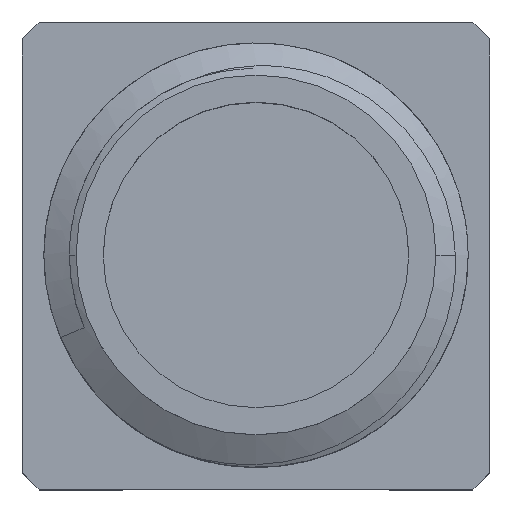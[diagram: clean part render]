
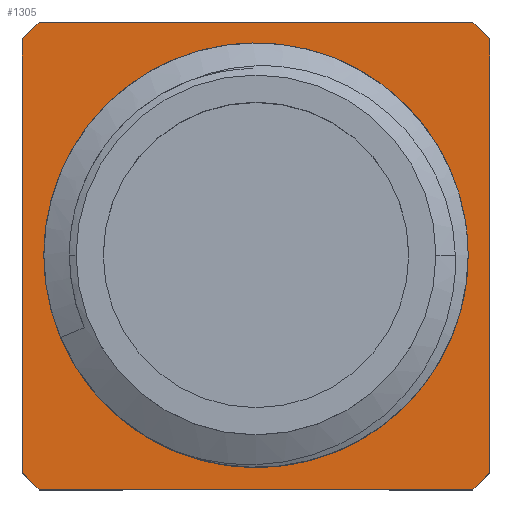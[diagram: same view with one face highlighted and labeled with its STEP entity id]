
A CAD part, top view. The second image highlights one B-rep face of the part: STEP entity #1305.
In plain terms, the highlighted planar face has unit normal (0, 0, 1).
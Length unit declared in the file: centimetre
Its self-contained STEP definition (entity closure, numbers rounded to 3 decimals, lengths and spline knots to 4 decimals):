
#28 = DIRECTION ( 'NONE',  ( 0.707, -0.707, 0. ) ) ;
#135 = VECTOR ( 'NONE', #892, 100. ) ;
#141 = PLANE ( 'NONE',  #3340 ) ;
#170 = CARTESIAN_POINT ( 'NONE',  ( -0.35, 0., -0.786 ) ) ;
#196 = VERTEX_POINT ( 'NONE', #2660 ) ;
#305 = ORIENTED_EDGE ( 'NONE', *, *, #2883, .F. ) ;
#358 = DIRECTION ( 'NONE',  ( 0., 0., 1. ) ) ;
#570 = VECTOR ( 'NONE', #4589, 100. ) ;
#578 = VECTOR ( 'NONE', #1365, 100. ) ;
#611 = LINE ( 'NONE', #2669, #578 ) ;
#773 = DIRECTION ( 'NONE',  ( -1., 0., 0. ) ) ;
#834 = LINE ( 'NONE', #4262, #4854 ) ;
#861 = ORIENTED_EDGE ( 'NONE', *, *, #3960, .F. ) ;
#887 = VERTEX_POINT ( 'NONE', #4709 ) ;
#892 = DIRECTION ( 'NONE',  ( -1., 0., 0. ) ) ;
#949 = LINE ( 'NONE', #4772, #135 ) ;
#1008 = EDGE_CURVE ( 'NONE', #2287, #2277, #2283, .T. ) ;
#1009 = LINE ( 'NONE', #3906, #3059 ) ;
#1039 = DIRECTION ( 'NONE',  ( -1., 0., 0. ) ) ;
#1052 = ORIENTED_EDGE ( 'NONE', *, *, #5238, .T. ) ;
#1054 = CARTESIAN_POINT ( 'NONE',  ( -0.35, 0.3246, -0.786 ) ) ;
#1078 = CARTESIAN_POINT ( 'NONE',  ( 0., 0.35, -0.786 ) ) ;
#1163 = ORIENTED_EDGE ( 'NONE', *, *, #4437, .T. ) ;
#1305 = ADVANCED_FACE ( 'NONE', ( #4370, #2252 ), #141, .F. ) ;
#1333 = ORIENTED_EDGE ( 'NONE', *, *, #4688, .F. ) ;
#1365 = DIRECTION ( 'NONE',  ( -0.707, -0.707, 0. ) ) ;
#1369 = AXIS2_PLACEMENT_3D ( 'NONE', #1998, #358, #773 ) ;
#1420 = VERTEX_POINT ( 'NONE', #3759 ) ;
#1473 = VECTOR ( 'NONE', #1708, 100. ) ;
#1646 = ORIENTED_EDGE ( 'NONE', *, *, #5022, .T. ) ;
#1708 = DIRECTION ( 'NONE',  ( 0.707, 0.707, 0. ) ) ;
#1838 = CARTESIAN_POINT ( 'NONE',  ( 0., 0., -0.786 ) ) ;
#1863 = ORIENTED_EDGE ( 'NONE', *, *, #2563, .F. ) ;
#1940 = CARTESIAN_POINT ( 'NONE',  ( 0.3246, 0.35, -0.786 ) ) ;
#1998 = CARTESIAN_POINT ( 'NONE',  ( 0., 0., -0.786 ) ) ;
#2001 = VECTOR ( 'NONE', #3147, 100. ) ;
#2219 = CARTESIAN_POINT ( 'NONE',  ( -0.35, -0.3246, -0.786 ) ) ;
#2252 = FACE_OUTER_BOUND ( 'NONE', #5496, .T. ) ;
#2277 = VERTEX_POINT ( 'NONE', #1054 ) ;
#2283 = LINE ( 'NONE', #170, #2001 ) ;
#2287 = VERTEX_POINT ( 'NONE', #2219 ) ;
#2563 = EDGE_CURVE ( 'NONE', #3896, #196, #4930, .T. ) ;
#2568 = CARTESIAN_POINT ( 'NONE',  ( 0.35, 0.3246, -0.786 ) ) ;
#2660 = CARTESIAN_POINT ( 'NONE',  ( 0.2692, 0., -0.786 ) ) ;
#2669 = CARTESIAN_POINT ( 'NONE',  ( -0.35, 0.3246, -0.786 ) ) ;
#2883 = EDGE_CURVE ( 'NONE', #4728, #3000, #3669, .T. ) ;
#3000 = VERTEX_POINT ( 'NONE', #1940 ) ;
#3006 = CARTESIAN_POINT ( 'NONE',  ( -0.2692, 0., -0.786 ) ) ;
#3038 = LINE ( 'NONE', #5139, #1473 ) ;
#3059 = VECTOR ( 'NONE', #3155, 100. ) ;
#3147 = DIRECTION ( 'NONE',  ( 0., 1., 0. ) ) ;
#3154 = AXIS2_PLACEMENT_3D ( 'NONE', #3933, #5307, #1039 ) ;
#3155 = DIRECTION ( 'NONE',  ( 0., -1., 0. ) ) ;
#3180 = CARTESIAN_POINT ( 'NONE',  ( -0.3246, -0.35, -0.786 ) ) ;
#3203 = ORIENTED_EDGE ( 'NONE', *, *, #1008, .F. ) ;
#3340 = AXIS2_PLACEMENT_3D ( 'NONE', #1838, #4067, #5438 ) ;
#3514 = CARTESIAN_POINT ( 'NONE',  ( -0.3246, 0.35, -0.786 ) ) ;
#3653 = VERTEX_POINT ( 'NONE', #2568 ) ;
#3669 = LINE ( 'NONE', #1078, #570 ) ;
#3759 = CARTESIAN_POINT ( 'NONE',  ( 0.3246, -0.35, -0.786 ) ) ;
#3869 = VECTOR ( 'NONE', #3898, 100. ) ;
#3896 = VERTEX_POINT ( 'NONE', #3006 ) ;
#3898 = DIRECTION ( 'NONE',  ( -0.707, 0.707, 0. ) ) ;
#3906 = CARTESIAN_POINT ( 'NONE',  ( 0.35, 0., -0.786 ) ) ;
#3933 = CARTESIAN_POINT ( 'NONE',  ( 0., 0., -0.786 ) ) ;
#3960 = EDGE_CURVE ( 'NONE', #1420, #4623, #949, .T. ) ;
#4065 = ORIENTED_EDGE ( 'NONE', *, *, #4618, .F. ) ;
#4067 = DIRECTION ( 'NONE',  ( 0., 0., -1. ) ) ;
#4262 = CARTESIAN_POINT ( 'NONE',  ( -0.3246, -0.35, -0.786 ) ) ;
#4369 = LINE ( 'NONE', #4767, #3869 ) ;
#4370 = FACE_BOUND ( 'NONE', #5016, .T. ) ;
#4437 = EDGE_CURVE ( 'NONE', #1420, #887, #3038, .T. ) ;
#4589 = DIRECTION ( 'NONE',  ( 1., 0., 0. ) ) ;
#4618 = EDGE_CURVE ( 'NONE', #3653, #887, #1009, .T. ) ;
#4623 = VERTEX_POINT ( 'NONE', #3180 ) ;
#4688 = EDGE_CURVE ( 'NONE', #196, #3896, #4935, .T. ) ;
#4709 = CARTESIAN_POINT ( 'NONE',  ( 0.35, -0.3246, -0.786 ) ) ;
#4728 = VERTEX_POINT ( 'NONE', #3514 ) ;
#4767 = CARTESIAN_POINT ( 'NONE',  ( 0.3246, 0.35, -0.786 ) ) ;
#4772 = CARTESIAN_POINT ( 'NONE',  ( 0., -0.35, -0.786 ) ) ;
#4854 = VECTOR ( 'NONE', #28, 100. ) ;
#4930 = CIRCLE ( 'NONE', #1369, 0.2692 ) ;
#4935 = CIRCLE ( 'NONE', #3154, 0.2692 ) ;
#5016 = EDGE_LOOP ( 'NONE', ( #1863, #1333 ) ) ;
#5022 = EDGE_CURVE ( 'NONE', #2287, #4623, #834, .T. ) ;
#5139 = CARTESIAN_POINT ( 'NONE',  ( 0.35, -0.3246, -0.786 ) ) ;
#5192 = EDGE_CURVE ( 'NONE', #4728, #2277, #611, .T. ) ;
#5238 = EDGE_CURVE ( 'NONE', #3653, #3000, #4369, .T. ) ;
#5307 = DIRECTION ( 'NONE',  ( 0., 0., 1. ) ) ;
#5379 = ORIENTED_EDGE ( 'NONE', *, *, #5192, .T. ) ;
#5438 = DIRECTION ( 'NONE',  ( -1., 0., 0. ) ) ;
#5496 = EDGE_LOOP ( 'NONE', ( #3203, #1646, #861, #1163, #4065, #1052, #305, #5379 ) ) ;
